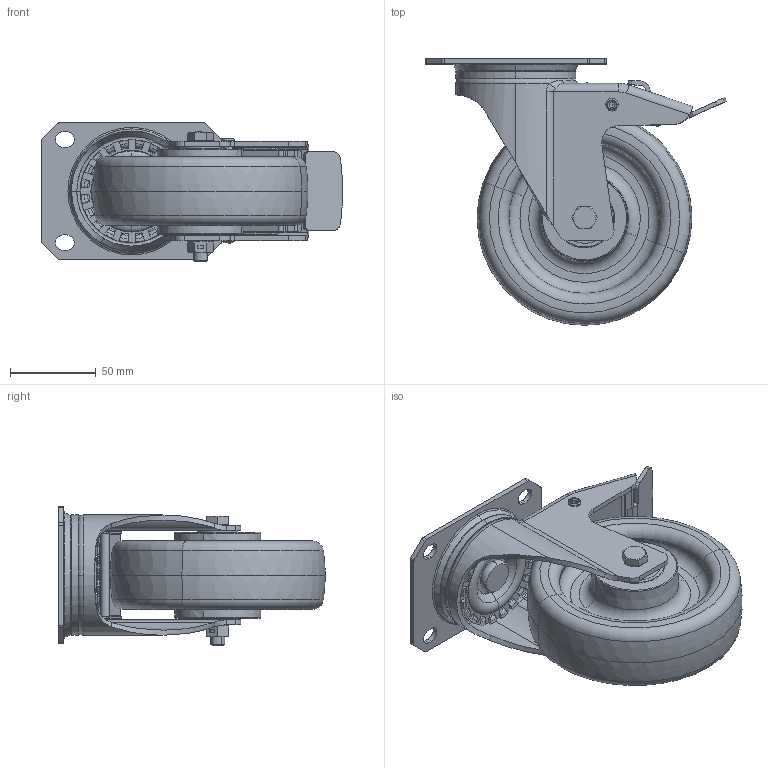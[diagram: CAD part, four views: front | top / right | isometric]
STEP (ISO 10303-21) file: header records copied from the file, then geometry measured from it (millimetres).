
FILE_DESCRIPTION (( 'STEP AP214' ), '1' );
FILE_NAME ('0055853.step', '2023-09-26T07:20:57', ( '' ), ( '' ), 'SwSTEP 2.0', 'SolidWorks 2020', '' );
FILE_SCHEMA (( 'AUTOMOTIVE_DESIGN' ));
Length unit declared in the file: millimetre
Products named in the file (1): 0055853
Bounding box: 175.08 x 155 x 81 mm (x, y, z)
Surface area: 190344.4 mm2 (no closed solid volume)
Topology: 0 solids, 30 shells, 980 faces, 2706 edges, 1755 vertices
Faces by surface type: torus 318, cylinder 256, plane 248, cone 120, bspline 22, sphere 16
Entity records: 46013 total; most frequent: CARTESIAN_POINT 10490, DIRECTION 5297, ORIENTED_EDGE 4927, EDGE_CURVE 2706, AXIS2_PLACEMENT_3D 2257, VERTEX_POINT 1755, CIRCLE 1298, EDGE_LOOP 1060
